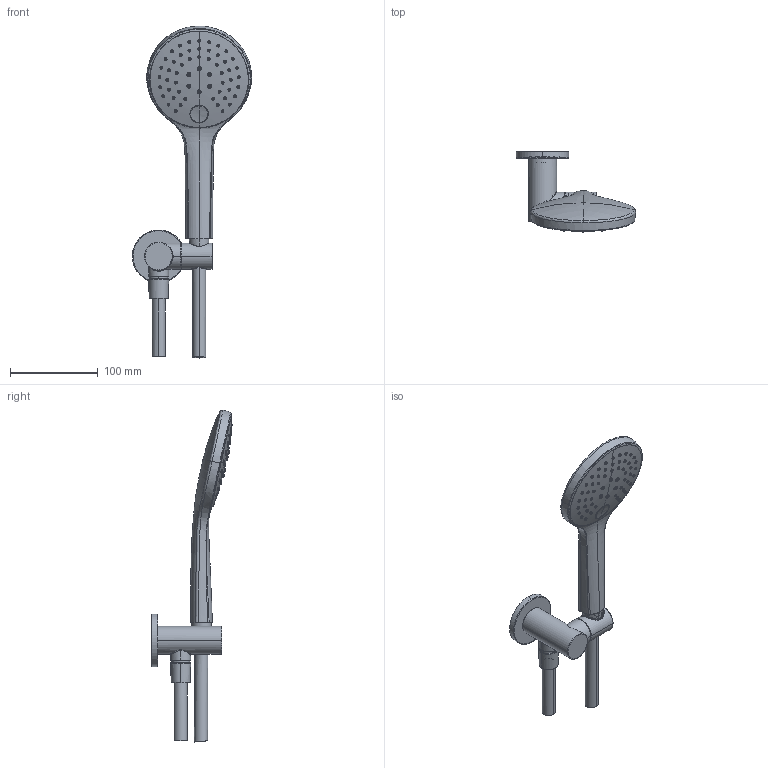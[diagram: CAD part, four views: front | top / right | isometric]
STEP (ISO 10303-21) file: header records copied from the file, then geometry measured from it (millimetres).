
FILE_DESCRIPTION(/* description */ (''),/* implementation_level */ '2;1');
FILE_NAME(/* name */ 'STEP - Mizu Drift Hand Shower On Bracket(3 star)',/* time_stamp */ '2023-06-27T13:26:00+10:00',/* author */ (''),/* organization */ (''),/* preprocessor_version */ 'ST-DEVELOPER v16.5',/* originating_system */ 'Rhino 7.23',/* authorisation */ '');
FILE_SCHEMA (('AUTOMOTIVE_DESIGN'));
Length unit declared in the file: millimetre
Products named in the file (8): Document; Block 02; 4001-M5X50001_1; WRTE0112-130001_2; WPTE0305000_2; WPTE0048000_1; WPTC00610001_1; WPLC0035-M5X120001_1
Assembly tree (7 placements, depth 2):
  Document
    Block 02
    4001-M5X50001_1
    WRTE0112-130001_2
    WPTE0305000_2
    WPTE0048000_1
    WPTC00610001_1
    WPLC0035-M5X120001_1
Bounding box: 136.13 x 92.02 x 379.28 mm (x, y, z)
Volume: 101464.3 mm3; surface area: 105576.9 mm2
Topology: 17 solids, 20 shells, 862 faces, 1827 edges, 1135 vertices
Faces by surface type: bspline 567, cylinder 154, plane 141
Entity records: 58693 total; most frequent: CARTESIAN_POINT 46975, ORIENTED_EDGE 3631, EDGE_CURVE 1820, VERTEX_POINT 1135, EDGE_LOOP 1031, B_SPLINE_CURVE_WITH_KNOTS 990, ADVANCED_FACE 862, FACE_OUTER_BOUND 862
